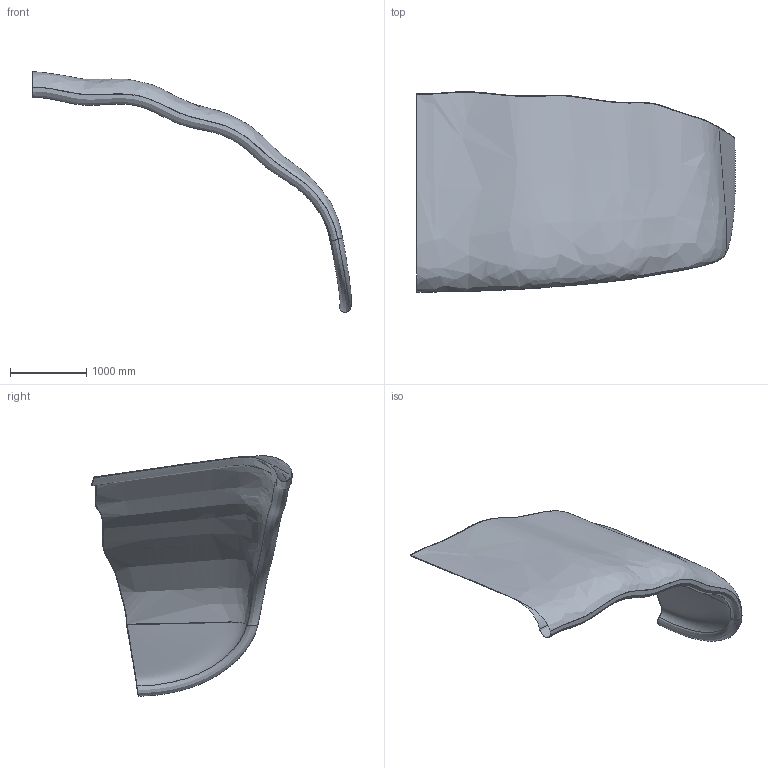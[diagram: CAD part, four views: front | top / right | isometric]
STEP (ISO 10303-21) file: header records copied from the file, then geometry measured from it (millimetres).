
FILE_DESCRIPTION(/* description */ (''),/* implementation_level */ '2;1');
FILE_NAME(/* name */ 'KITESC~1',/* time_stamp */ '2020-05-16T20:48:43+02:00',/* author */ (''),/* organization */ (''),/* preprocessor_version */ 'ST-DEVELOPER v16.5',/* originating_system */ '',/* authorisation */ '');
FILE_SCHEMA (('AUTOMOTIVE_DESIGN'));
Length unit declared in the file: metre
Products named in the file (1): Document
Bounding box: 4175.07 x 2626.8 x 3146.85 mm (x, y, z)
Surface area: 26641451.2 mm2 (no closed solid volume)
Topology: 0 solids, 10 shells, 10 faces, 40 edges, 37 vertices
Faces by surface type: bspline 10
Entity records: 33041 total; most frequent: CARTESIAN_POINT 32801, ORIENTED_EDGE 37, EDGE_CURVE 37, B_SPLINE_CURVE_WITH_KNOTS 37, VERTEX_POINT 37, PRESENTATION_LAYER_ASSIGNMENT 10, SHELL_BASED_SURFACE_MODEL 10, OPEN_SHELL 10
